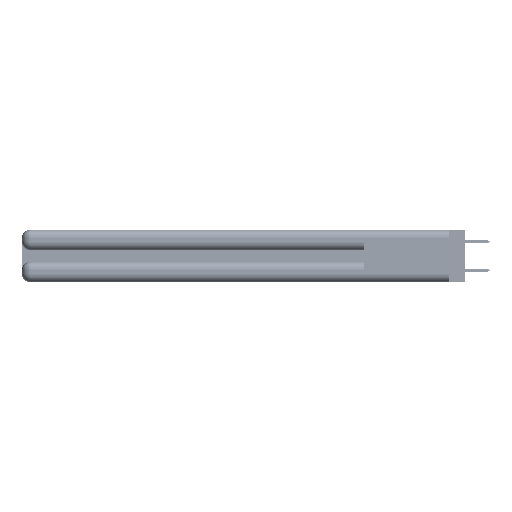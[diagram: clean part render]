
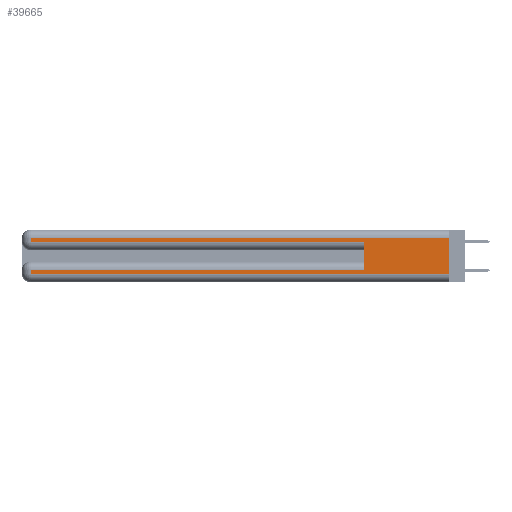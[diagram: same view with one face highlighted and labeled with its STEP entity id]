
A CAD part, left-side view. The second image highlights one B-rep face of the part: STEP entity #39665.
In plain terms, the highlighted planar face has unit normal (-1, 0, 0).
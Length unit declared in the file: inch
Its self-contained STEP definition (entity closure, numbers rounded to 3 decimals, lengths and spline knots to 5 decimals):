
#2859 = DIRECTION ( 'NONE',  ( 0., -1., 0. ) ) ;
#3163 = VECTOR ( 'NONE', #3380, 39.37008 ) ;
#3380 = DIRECTION ( 'NONE',  ( 0., 0., 1. ) ) ;
#3553 = VECTOR ( 'NONE', #19052, 39.37008 ) ;
#4523 = ORIENTED_EDGE ( 'NONE', *, *, #47729, .T. ) ;
#4560 = LINE ( 'NONE', #7445, #25518 ) ;
#4789 = CARTESIAN_POINT ( 'NONE',  ( 0., 2.94, 0.285 ) ) ;
#6256 = EDGE_CURVE ( 'NONE', #35779, #35765, #21984, .T. ) ;
#7043 = VERTEX_POINT ( 'NONE', #40396 ) ;
#7445 = CARTESIAN_POINT ( 'NONE',  ( 0., 0., 0.085 ) ) ;
#7743 = CARTESIAN_POINT ( 'NONE',  ( 0., 0., 0.37 ) ) ;
#9209 = EDGE_CURVE ( 'NONE', #34493, #33664, #13051, .T. ) ;
#9945 = DIRECTION ( 'NONE',  ( 0., 0., -1. ) ) ;
#10096 = ORIENTED_EDGE ( 'NONE', *, *, #6256, .T. ) ;
#10757 = ORIENTED_EDGE ( 'NONE', *, *, #47661, .F. ) ;
#13051 = LINE ( 'NONE', #21638, #43141 ) ;
#13578 = LINE ( 'NONE', #15026, #3163 ) ;
#14239 = EDGE_CURVE ( 'NONE', #39770, #28064, #44853, .T. ) ;
#14774 = VECTOR ( 'NONE', #39188, 39.37008 ) ;
#15026 = CARTESIAN_POINT ( 'NONE',  ( 0., 0.6, 0.145 ) ) ;
#15449 = EDGE_CURVE ( 'NONE', #33664, #28064, #41686, .T. ) ;
#15608 = ORIENTED_EDGE ( 'NONE', *, *, #17188, .T. ) ;
#16289 = CARTESIAN_POINT ( 'NONE',  ( 0., 0., 0.06 ) ) ;
#16637 = CARTESIAN_POINT ( 'NONE',  ( 0., 0.6, 0.285 ) ) ;
#17188 = EDGE_CURVE ( 'NONE', #17606, #35779, #42090, .T. ) ;
#17606 = VERTEX_POINT ( 'NONE', #29755 ) ;
#19052 = DIRECTION ( 'NONE',  ( 0., -1., 0. ) ) ;
#19315 = CARTESIAN_POINT ( 'NONE',  ( 0., 0., 0.37 ) ) ;
#20377 = LINE ( 'NONE', #39077, #39980 ) ;
#21237 = AXIS2_PLACEMENT_3D ( 'NONE', #19315, #46688, #23252 ) ;
#21638 = CARTESIAN_POINT ( 'NONE',  ( 0., 2.94, 0.37 ) ) ;
#21984 = LINE ( 'NONE', #46425, #3553 ) ;
#23252 = DIRECTION ( 'NONE',  ( 0., 0., -1. ) ) ;
#23421 = CARTESIAN_POINT ( 'NONE',  ( 0., 2.94, 0.37 ) ) ;
#25518 = VECTOR ( 'NONE', #31041, 39.37008 ) ;
#25975 = CARTESIAN_POINT ( 'NONE',  ( 0., 2.94, 0.085 ) ) ;
#27455 = DIRECTION ( 'NONE',  ( 0., 1., 0. ) ) ;
#28064 = VERTEX_POINT ( 'NONE', #16289 ) ;
#29755 = CARTESIAN_POINT ( 'NONE',  ( 0., 2.94, 0.31 ) ) ;
#30328 = EDGE_CURVE ( 'NONE', #7043, #34493, #4560, .T. ) ;
#31041 = DIRECTION ( 'NONE',  ( 0., 1., 0. ) ) ;
#31289 = VECTOR ( 'NONE', #2859, 39.37008 ) ;
#32352 = CARTESIAN_POINT ( 'NONE',  ( 0., 2.94, 0.06 ) ) ;
#32889 = VECTOR ( 'NONE', #46857, 39.37008 ) ;
#33664 = VERTEX_POINT ( 'NONE', #32352 ) ;
#34493 = VERTEX_POINT ( 'NONE', #25975 ) ;
#34926 = PLANE ( 'NONE',  #21237 ) ;
#35765 = VERTEX_POINT ( 'NONE', #16637 ) ;
#35779 = VERTEX_POINT ( 'NONE', #4789 ) ;
#36277 = CARTESIAN_POINT ( 'NONE',  ( 0., 0., 0.31 ) ) ;
#36551 = ORIENTED_EDGE ( 'NONE', *, *, #30328, .T. ) ;
#37029 = EDGE_LOOP ( 'NONE', ( #50497, #4523, #15608, #10096, #10757, #36551, #37192, #45764 ) ) ;
#37192 = ORIENTED_EDGE ( 'NONE', *, *, #9209, .T. ) ;
#39077 = CARTESIAN_POINT ( 'NONE',  ( 0., 0., 0.31 ) ) ;
#39188 = DIRECTION ( 'NONE',  ( 0., 0., -1. ) ) ;
#39665 = ADVANCED_FACE ( 'NONE', ( #49122 ), #34926, .F. ) ;
#39770 = VERTEX_POINT ( 'NONE', #36277 ) ;
#39980 = VECTOR ( 'NONE', #27455, 39.37008 ) ;
#40396 = CARTESIAN_POINT ( 'NONE',  ( 0., 0.6, 0.085 ) ) ;
#41686 = LINE ( 'NONE', #49796, #31289 ) ;
#42090 = LINE ( 'NONE', #23421, #32889 ) ;
#43141 = VECTOR ( 'NONE', #9945, 39.37008 ) ;
#44853 = LINE ( 'NONE', #7743, #14774 ) ;
#45764 = ORIENTED_EDGE ( 'NONE', *, *, #15449, .T. ) ;
#46425 = CARTESIAN_POINT ( 'NONE',  ( 0., 0., 0.285 ) ) ;
#46688 = DIRECTION ( 'NONE',  ( 1., 0., 0. ) ) ;
#46857 = DIRECTION ( 'NONE',  ( 0., 0., -1. ) ) ;
#47661 = EDGE_CURVE ( 'NONE', #7043, #35765, #13578, .T. ) ;
#47729 = EDGE_CURVE ( 'NONE', #39770, #17606, #20377, .T. ) ;
#49122 = FACE_OUTER_BOUND ( 'NONE', #37029, .T. ) ;
#49796 = CARTESIAN_POINT ( 'NONE',  ( 0., 0., 0.06 ) ) ;
#50497 = ORIENTED_EDGE ( 'NONE', *, *, #14239, .F. ) ;
